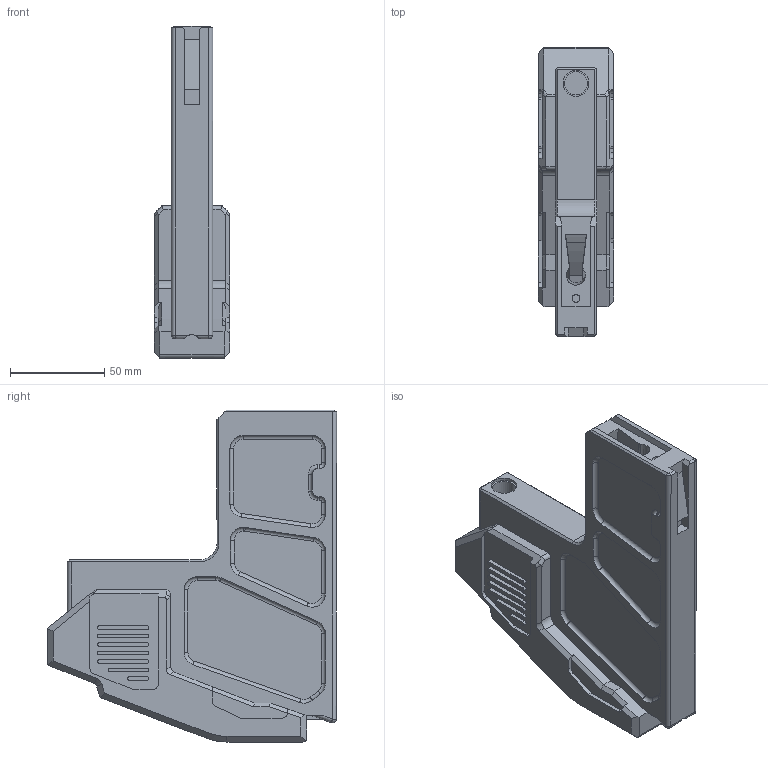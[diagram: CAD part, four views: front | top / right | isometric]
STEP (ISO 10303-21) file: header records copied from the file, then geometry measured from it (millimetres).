
FILE_DESCRIPTION(('HOOPS Exchange Step'),'2;1');
FILE_NAME('temp_export','2026-04-05T14:52:14-05:00',('mobile'),('Shapr3D Limited'),'HOOPS Exchange 2025.9','Shapr3D','Authorized');
FILE_SCHEMA( ('AP242_MANAGED_MODEL_BASED_3D_ENGINEERING_MIM_LF {1 0 10303 442 1 1 4}') );
Length unit declared in the file: millimetre
Products named in the file (4): Magazine; BACK; Mag dumb.step; root
Assembly tree (3 placements, depth 4):
  root
    Mag dumb.step
      BACK
        Magazine
Bounding box: 40 x 153.47 x 176.23 mm (x, y, z)
Volume: 397728.4 mm3; surface area: 69769.7 mm2
Topology: 1 solids, 1 shells, 353 faces, 948 edges, 619 vertices
Faces by surface type: plane 168, cylinder 125, torus 43, cone 12, bspline 3, sphere 2
Full cylindrical faces by diameter (mm): 4.2 x1, 12.25 x1, 13.8 x1
Entity records: 11758 total; most frequent: CARTESIAN_POINT 2696, ORIENTED_EDGE 1892, DIRECTION 1890, EDGE_CURVE 946, AXIS2_PLACEMENT_3D 666, VERTEX_POINT 619, VECTOR 558, LINE 558
